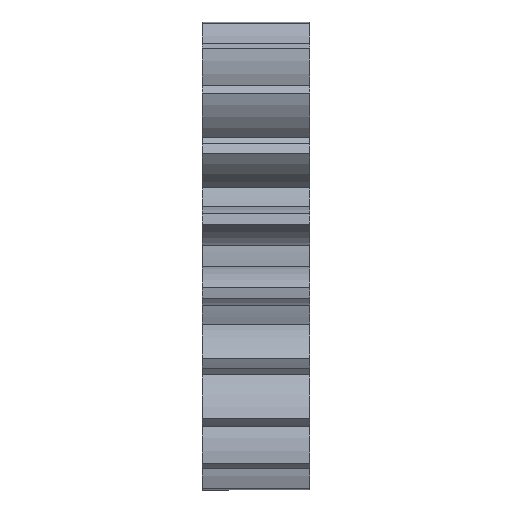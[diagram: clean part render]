
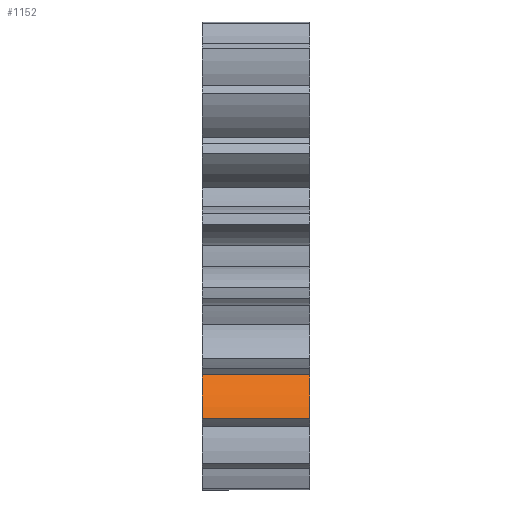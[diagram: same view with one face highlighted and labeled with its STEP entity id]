
A CAD part, front view. The second image highlights one B-rep face of the part: STEP entity #1152.
In plain terms, the highlighted cylindrical face has radius 4 mm (diameter 8 mm), a partial arc.
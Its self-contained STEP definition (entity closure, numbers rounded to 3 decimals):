
#5 = EDGE_CURVE ( 'NONE', #2951, #1912, #796, .T. ) ;
#88 = VECTOR ( 'NONE', #3111, 1000. ) ;
#217 = ORIENTED_EDGE ( 'NONE', *, *, #278, .T. ) ;
#224 = VERTEX_POINT ( 'NONE', #1639 ) ;
#278 = EDGE_CURVE ( 'NONE', #1345, #2951, #1469, .T. ) ;
#449 = CARTESIAN_POINT ( 'NONE',  ( 5., -6.773, -5.539 ) ) ;
#492 = ORIENTED_EDGE ( 'NONE', *, *, #1533, .T. ) ;
#664 = CARTESIAN_POINT ( 'NONE',  ( 5., -4.057, -8.476 ) ) ;
#781 = EDGE_CURVE ( 'NONE', #224, #1345, #1937, .T. ) ;
#796 = LINE ( 'NONE', #2104, #88 ) ;
#1152 = ADVANCED_FACE ( 'NONE', ( #1231 ), #2814, .T. ) ;
#1160 = ORIENTED_EDGE ( 'NONE', *, *, #781, .T. ) ;
#1231 = FACE_OUTER_BOUND ( 'NONE', #1316, .T. ) ;
#1236 = CARTESIAN_POINT ( 'NONE',  ( 0., -6.773, -5.539 ) ) ;
#1316 = EDGE_LOOP ( 'NONE', ( #1160, #217, #2092, #492 ) ) ;
#1324 = DIRECTION ( 'NONE',  ( 0., 0., -1. ) ) ;
#1341 = CIRCLE ( 'NONE', #2898, 4. ) ;
#1345 = VERTEX_POINT ( 'NONE', #3286 ) ;
#1469 = CIRCLE ( 'NONE', #2702, 4. ) ;
#1533 = EDGE_CURVE ( 'NONE', #1912, #224, #1341, .T. ) ;
#1558 = CARTESIAN_POINT ( 'NONE',  ( 0., -4.057, -8.476 ) ) ;
#1639 = CARTESIAN_POINT ( 'NONE',  ( 0., -7.959, -7.593 ) ) ;
#1716 = AXIS2_PLACEMENT_3D ( 'NONE', #3217, #3009, #1961 ) ;
#1912 = VERTEX_POINT ( 'NONE', #1236 ) ;
#1937 = LINE ( 'NONE', #1942, #2539 ) ;
#1942 = CARTESIAN_POINT ( 'NONE',  ( 2.5, -7.959, -7.593 ) ) ;
#1961 = DIRECTION ( 'NONE',  ( 0., 0., 1. ) ) ;
#2092 = ORIENTED_EDGE ( 'NONE', *, *, #5, .T. ) ;
#2104 = CARTESIAN_POINT ( 'NONE',  ( 5., -6.773, -5.539 ) ) ;
#2443 = DIRECTION ( 'NONE',  ( -1., 0., 0. ) ) ;
#2539 = VECTOR ( 'NONE', #3241, 1000. ) ;
#2702 = AXIS2_PLACEMENT_3D ( 'NONE', #664, #2443, #2720 ) ;
#2720 = DIRECTION ( 'NONE',  ( 0., -0.588, 0.809 ) ) ;
#2814 = CYLINDRICAL_SURFACE ( 'NONE', #1716, 4. ) ;
#2850 = DIRECTION ( 'NONE',  ( 1., 0., 0. ) ) ;
#2898 = AXIS2_PLACEMENT_3D ( 'NONE', #1558, #2850, #1324 ) ;
#2951 = VERTEX_POINT ( 'NONE', #449 ) ;
#3009 = DIRECTION ( 'NONE',  ( -1., 0., 0. ) ) ;
#3111 = DIRECTION ( 'NONE',  ( -1., 0., 0. ) ) ;
#3217 = CARTESIAN_POINT ( 'NONE',  ( 5., -4.057, -8.476 ) ) ;
#3241 = DIRECTION ( 'NONE',  ( 1., 0., 0. ) ) ;
#3286 = CARTESIAN_POINT ( 'NONE',  ( 5., -7.959, -7.593 ) ) ;
